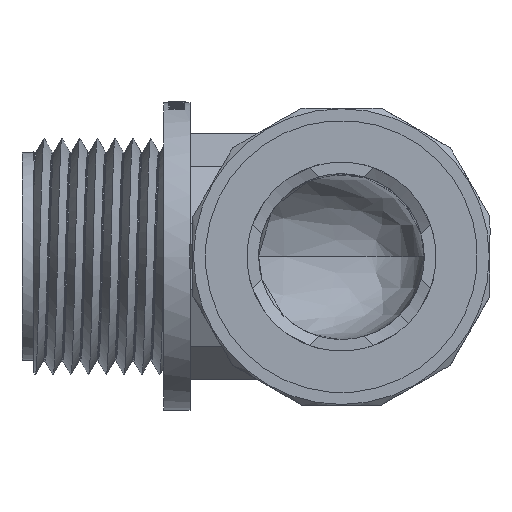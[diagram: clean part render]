
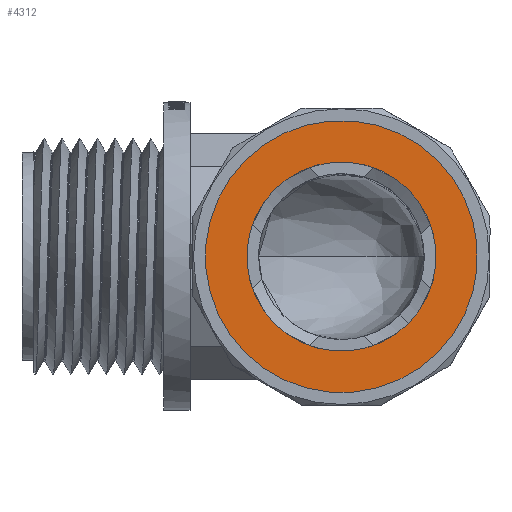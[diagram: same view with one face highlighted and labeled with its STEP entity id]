
A CAD part, front view. The second image highlights one B-rep face of the part: STEP entity #4312.
In plain terms, the highlighted planar face has unit normal (0, -1, 0).
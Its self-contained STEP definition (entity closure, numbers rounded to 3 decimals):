
#3654 = VERTEX_POINT ( 'NONE', #17670 ) ;
#3709 = EDGE_CURVE ( 'NONE', #3710, #3654, #17748, .T. ) ;
#3710 = VERTEX_POINT ( 'NONE', #17824 ) ;
#3726 = EDGE_CURVE ( 'NONE', #3727, #3728, #18111, .T. ) ;
#3727 = VERTEX_POINT ( 'NONE', #18107 ) ;
#3728 = VERTEX_POINT ( 'NONE', #18106 ) ;
#4063 = EDGE_CURVE ( 'NONE', #3728, #3727, #18820, .T. ) ;
#4300 = ORIENTED_EDGE ( 'NONE', *, *, #4363, .F. ) ;
#4301 = ORIENTED_EDGE ( 'NONE', *, *, #4063, .T. ) ;
#4302 = ORIENTED_EDGE ( 'NONE', *, *, #3726, .T. ) ;
#4312 = ADVANCED_FACE ( 'NONE', ( #18965, #18964 ), #18970, .F. ) ;
#4313 = EDGE_LOOP ( 'NONE', ( #4397, #4300 ) ) ;
#4363 = EDGE_CURVE ( 'NONE', #3654, #3710, #19299, .T. ) ;
#4397 = ORIENTED_EDGE ( 'NONE', *, *, #3709, .F. ) ;
#4398 = EDGE_LOOP ( 'NONE', ( #4301, #4302 ) ) ;
#17670 = CARTESIAN_POINT ( 'NONE',  ( 11.744, -19.842, -8.132 ) ) ;
#17748 = CIRCLE ( 'NONE', #17828, 11.5 ) ;
#17824 = CARTESIAN_POINT ( 'NONE',  ( -4.52, -19.842, 8.132 ) ) ;
#17825 = DIRECTION ( 'NONE',  ( -0.707, 0., 0.707 ) ) ;
#17826 = DIRECTION ( 'NONE',  ( 0., 1., 0. ) ) ;
#17827 = CARTESIAN_POINT ( 'NONE',  ( 3.612, -19.842, 0. ) ) ;
#17828 = AXIS2_PLACEMENT_3D ( 'NONE', #17827, #17826, #17825 ) ;
#18106 = CARTESIAN_POINT ( 'NONE',  ( -2.045, -19.842, 5.657 ) ) ;
#18107 = CARTESIAN_POINT ( 'NONE',  ( 9.269, -19.842, -5.657 ) ) ;
#18108 = DIRECTION ( 'NONE',  ( -0.707, 0., 0.707 ) ) ;
#18109 = DIRECTION ( 'NONE',  ( 0., 1., 0. ) ) ;
#18110 = AXIS2_PLACEMENT_3D ( 'NONE', #18117, #18109, #18108 ) ;
#18111 = CIRCLE ( 'NONE', #18110, 8. ) ;
#18117 = CARTESIAN_POINT ( 'NONE',  ( 3.612, -19.842, 0. ) ) ;
#18820 = CIRCLE ( 'NONE', #18829, 8. ) ;
#18826 = DIRECTION ( 'NONE',  ( -0.707, 0., 0.707 ) ) ;
#18827 = DIRECTION ( 'NONE',  ( 0., 1., 0. ) ) ;
#18828 = CARTESIAN_POINT ( 'NONE',  ( 3.612, -19.842, 0. ) ) ;
#18829 = AXIS2_PLACEMENT_3D ( 'NONE', #18828, #18827, #18826 ) ;
#18959 = DIRECTION ( 'NONE',  ( -0.707, 0., 0.707 ) ) ;
#18960 = DIRECTION ( 'NONE',  ( 0., 1., 0. ) ) ;
#18961 = CARTESIAN_POINT ( 'NONE',  ( 11.744, -19.842, -8.132 ) ) ;
#18962 = AXIS2_PLACEMENT_3D ( 'NONE', #18961, #18960, #18959 ) ;
#18964 = FACE_BOUND ( 'NONE', #4398, .T. ) ;
#18965 = FACE_OUTER_BOUND ( 'NONE', #4313, .T. ) ;
#18970 = PLANE ( 'NONE',  #18962 ) ;
#19295 = DIRECTION ( 'NONE',  ( -0.707, 0., 0.707 ) ) ;
#19296 = DIRECTION ( 'NONE',  ( 0., 1., 0. ) ) ;
#19297 = CARTESIAN_POINT ( 'NONE',  ( 3.612, -19.842, 0. ) ) ;
#19298 = AXIS2_PLACEMENT_3D ( 'NONE', #19297, #19296, #19295 ) ;
#19299 = CIRCLE ( 'NONE', #19298, 11.5 ) ;
